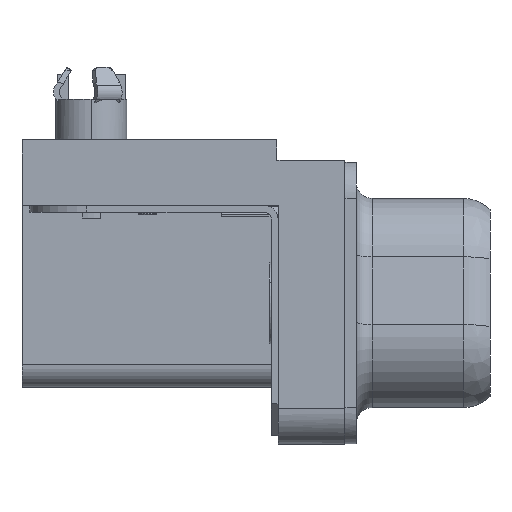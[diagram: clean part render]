
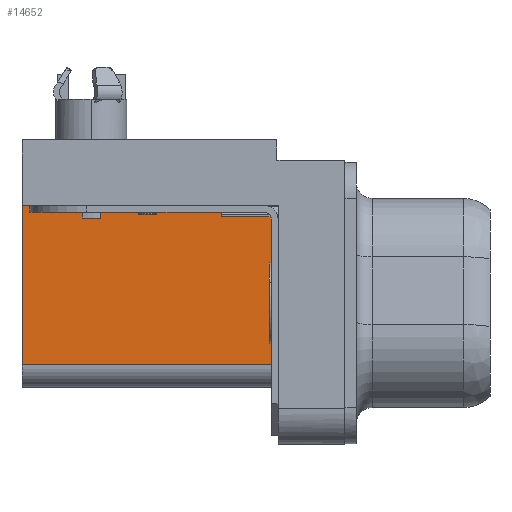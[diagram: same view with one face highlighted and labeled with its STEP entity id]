
A CAD part, left-side view. The second image highlights one B-rep face of the part: STEP entity #14652.
In plain terms, the highlighted planar face has unit normal (-1, 0, 0).
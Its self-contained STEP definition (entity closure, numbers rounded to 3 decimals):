
#555=DIRECTION('',(0.,0.,1.));
#556=VECTOR('',#555,7.02);
#557=CARTESIAN_POINT('',(-8.48,2.95,-9.02));
#558=LINE('4321',#557,#556);
#987=DIRECTION('',(0.,-1.,0.));
#988=VECTOR('',#987,11.3);
#989=CARTESIAN_POINT('',(-8.48,14.25,-2.));
#990=LINE('4318',#989,#988);
#2517=DIRECTION('',(0.,0.,1.));
#2518=VECTOR('',#2517,7.02);
#2519=CARTESIAN_POINT('',(-8.48,14.25,-9.02));
#2520=LINE('4320',#2519,#2518);
#2521=DIRECTION('',(0.,-1.,0.));
#2522=VECTOR('',#2521,11.3);
#2523=CARTESIAN_POINT('',(-8.48,14.25,-9.02));
#2524=LINE('4254',#2523,#2522);
#8256=CARTESIAN_POINT('',(-8.48,14.25,-9.02));
#8257=VERTEX_POINT('',#8256);
#8258=CARTESIAN_POINT('',(-8.48,2.95,-9.02));
#8259=VERTEX_POINT('',#8258);
#8356=CARTESIAN_POINT('',(-8.48,14.25,-2.));
#8357=VERTEX_POINT('',#8356);
#8360=CARTESIAN_POINT('',(-8.48,2.95,-2.));
#8361=VERTEX_POINT('',#8360);
#14639=CARTESIAN_POINT('',(-8.48,2.95,-10.02));
#14640=DIRECTION('',(-1.,0.,0.));
#14641=DIRECTION('',(0.,0.,1.));
#14642=AXIS2_PLACEMENT_3D('',#14639,#14640,#14641);
#14643=PLANE('3587',#14642);
#14645=ORIENTED_EDGE('4320',*,*,#14644,.T.);
#14646=ORIENTED_EDGE('4318',*,*,#11704,.T.);
#14647=ORIENTED_EDGE('4321',*,*,#10900,.F.);
#14649=ORIENTED_EDGE('4254',*,*,#14648,.F.);
#14650=EDGE_LOOP('3587',(#14645,#14646,#14647,#14649));
#14651=FACE_OUTER_BOUND('3587',#14650,.F.);
#14652=ADVANCED_FACE('3587',(#14651),#14643,.T.);
#10900=EDGE_CURVE('4321',#8259,#8361,#558,.T.);
#11704=EDGE_CURVE('4318',#8357,#8361,#990,.T.);
#14644=EDGE_CURVE('4320',#8257,#8357,#2520,.T.);
#14648=EDGE_CURVE('4254',#8257,#8259,#2524,.T.);
